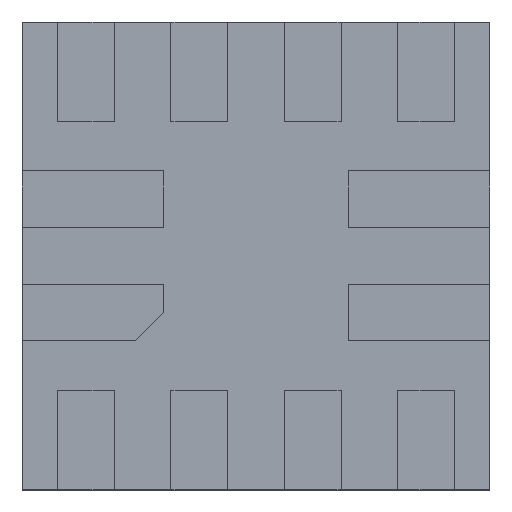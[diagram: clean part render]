
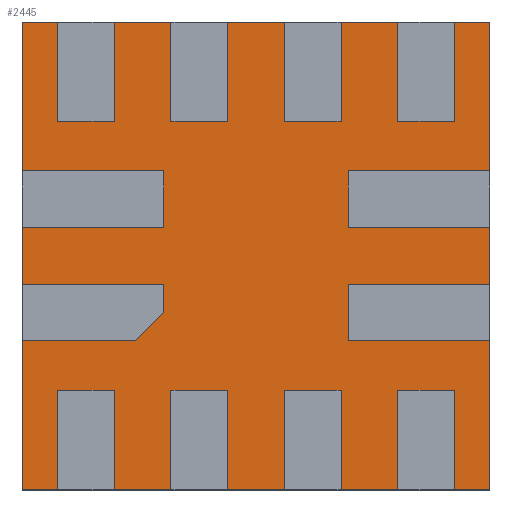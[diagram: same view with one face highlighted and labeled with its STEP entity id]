
A CAD part, top view. The second image highlights one B-rep face of the part: STEP entity #2445.
In plain terms, the highlighted planar face has unit normal (0, 0, 1).
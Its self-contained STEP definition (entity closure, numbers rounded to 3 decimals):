
#60 = DIRECTION ( 'NONE',  ( 0., 1., 0. ) ) ;
#85 = EDGE_CURVE ( 'NONE', #1521, #1318, #1177, .T. ) ;
#142 = CARTESIAN_POINT ( 'NONE',  ( 1., 0.75, 0.55 ) ) ;
#158 = CARTESIAN_POINT ( 'NONE',  ( 0.95, 0.75, 0.55 ) ) ;
#254 = CARTESIAN_POINT ( 'NONE',  ( 0.95, -0.9, 0.55 ) ) ;
#326 = CARTESIAN_POINT ( 'NONE',  ( -0.7, 0.75, 0.55 ) ) ;
#379 = CARTESIAN_POINT ( 'NONE',  ( -1., -0.9, 0.55 ) ) ;
#476 = LINE ( 'NONE', #1575, #992 ) ;
#865 = EDGE_CURVE ( 'NONE', #1318, #3135, #1673, .T. ) ;
#992 = VECTOR ( 'NONE', #2923, 1000. ) ;
#1177 = LINE ( 'NONE', #379, #3323 ) ;
#1318 = VERTEX_POINT ( 'NONE', #3002 ) ;
#1422 = DIRECTION ( 'NONE',  ( -1., 0., 0. ) ) ;
#1521 = VERTEX_POINT ( 'NONE', #254 ) ;
#1575 = CARTESIAN_POINT ( 'NONE',  ( 0.95, -0.75, 0.55 ) ) ;
#1640 = ORIENTED_EDGE ( 'NONE', *, *, #2558, .F. ) ;
#1673 = LINE ( 'NONE', #326, #3073 ) ;
#1800 = ORIENTED_EDGE ( 'NONE', *, *, #85, .F. ) ;
#1847 = VERTEX_POINT ( 'NONE', #158 ) ;
#1853 = EDGE_CURVE ( 'NONE', #1847, #1521, #476, .T. ) ;
#1880 = DIRECTION ( 'NONE',  ( 0., 0., 1. ) ) ;
#2190 = CARTESIAN_POINT ( 'NONE',  ( 0., 0., 0.55 ) ) ;
#2445 = ADVANCED_FACE ( 'NONE', ( #2705 ), #3040, .T. ) ;
#2540 = VECTOR ( 'NONE', #3415, 1000. ) ;
#2558 = EDGE_CURVE ( 'NONE', #3135, #1847, #2618, .T. ) ;
#2618 = LINE ( 'NONE', #142, #2540 ) ;
#2705 = FACE_OUTER_BOUND ( 'NONE', #3167, .T. ) ;
#2923 = DIRECTION ( 'NONE',  ( 0., -1., 0. ) ) ;
#2936 = ORIENTED_EDGE ( 'NONE', *, *, #865, .F. ) ;
#2953 = ORIENTED_EDGE ( 'NONE', *, *, #1853, .F. ) ;
#3002 = CARTESIAN_POINT ( 'NONE',  ( -0.7, -0.9, 0.55 ) ) ;
#3040 = PLANE ( 'NONE',  #3219 ) ;
#3073 = VECTOR ( 'NONE', #60, 1000. ) ;
#3135 = VERTEX_POINT ( 'NONE', #3357 ) ;
#3167 = EDGE_LOOP ( 'NONE', ( #2936, #1800, #2953, #1640 ) ) ;
#3219 = AXIS2_PLACEMENT_3D ( 'NONE', #2190, #1880, #3511 ) ;
#3323 = VECTOR ( 'NONE', #1422, 1000. ) ;
#3357 = CARTESIAN_POINT ( 'NONE',  ( -0.7, 0.75, 0.55 ) ) ;
#3415 = DIRECTION ( 'NONE',  ( 1., 0., 0. ) ) ;
#3511 = DIRECTION ( 'NONE',  ( 1., 0., 0. ) ) ;
